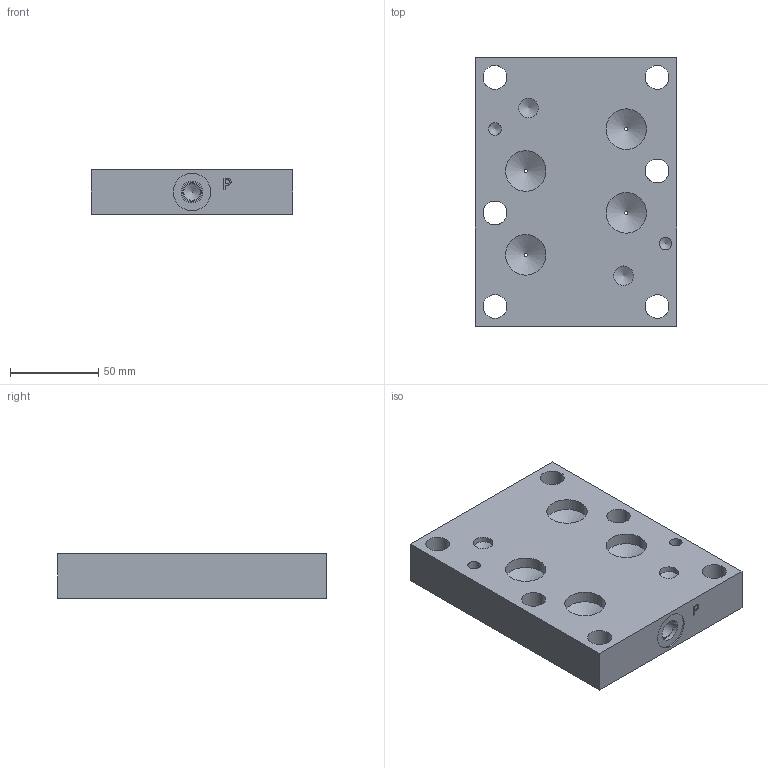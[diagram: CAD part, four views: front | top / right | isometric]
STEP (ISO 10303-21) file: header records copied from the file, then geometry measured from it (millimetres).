
FILE_DESCRIPTION(/* description */ (''),/* implementation_level */ '2;1');
FILE_NAME(/* name */ '_D08TPPT4S.stp',/* time_stamp */ '2021-12-28T14:51:24-05:00',/* author */ ('jrf'),/* organization */ (''),/* preprocessor_version */ 'ST-DEVELOPER v18.1',/* originating_system */ 'Autodesk Inventor 2022',/* authorisation */ '');
FILE_SCHEMA (('AUTOMOTIVE_DESIGN { 1 0 10303 214 3 1 1 }'));
Length unit declared in the file: millimetre
Products named in the file (1): Part_AD08TPPT4S.C02780R4_3D
Bounding box: 114.3 x 152.4 x 25.4 mm (x, y, z)
Volume: 376771.7 mm3; surface area: 60690.6 mm2
Topology: 1 solids, 1 shells, 422 faces, 1110 edges, 734 vertices
Faces by surface type: plane 265, bspline 87, cylinder 44, cone 26
Full cylindrical faces by diameter (mm): 6.35 x2, 7.137 x2, 9.525 x2, 9.881 x2, 11.113 x2, 11.125 x4, 12.395 x2, 13.513 x6, 21.285 x2, 23.012 x6, 23.017 x2, 25.4 x2, 33.35 x4
Entity records: 13929 total; most frequent: CARTESIAN_POINT 3668, ORIENTED_EDGE 2200, DIRECTION 1674, EDGE_CURVE 1100, LINE 814, VECTOR 814, VERTEX_POINT 734, EDGE_LOOP 496
